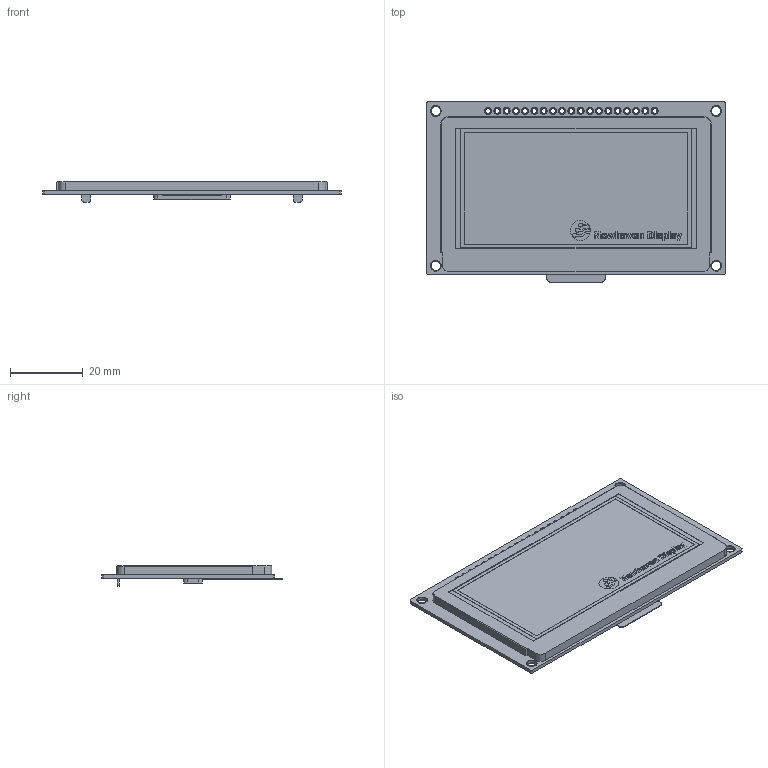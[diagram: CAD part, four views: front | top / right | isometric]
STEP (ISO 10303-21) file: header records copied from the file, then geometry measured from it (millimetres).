
FILE_DESCRIPTION(/* description */ (''),/* implementation_level */ '2;1');
FILE_NAME(/* name */ '1.stp',/* time_stamp */ '2021-07-01T15:34:32+02:00',/* author */ ('k'),/* organization */ (''),/* preprocessor_version */ 'ST-DEVELOPER v15.6',/* originating_system */ 'Autodesk Inventor 2015',/* authorisation */ '');
FILE_SCHEMA (('AUTOMOTIVE_DESIGN { 1 0 10303 214 3 1 1 }'));
Products named in the file (9): 1; 2; 3; 4; 5; 6; hole; Newhaven Display Logo
Bounding box: 82 x 49.5 x 5.5 mm (x, y, z)
Volume: 11457.1 mm3; surface area: 21222.6 mm2
Topology: 48 solids, 48 shells, 477 faces, 1110 edges, 736 vertices
Faces by surface type: plane 282, cylinder 97, bspline 92, cone 6
Full cylindrical faces by diameter (mm): 1.3 x19, 1.591 x19, 1.904 x19, 2.5 x8, 3 x8
Entity records: 12719 total; most frequent: CARTESIAN_POINT 3265, ORIENTED_EDGE 1930, DIRECTION 1605, EDGE_CURVE 965, VERTEX_POINT 664, LINE 653, VECTOR 653, EDGE_LOOP 519
